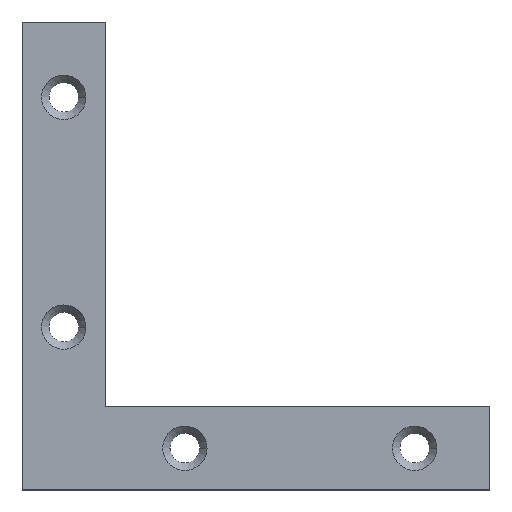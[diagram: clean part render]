
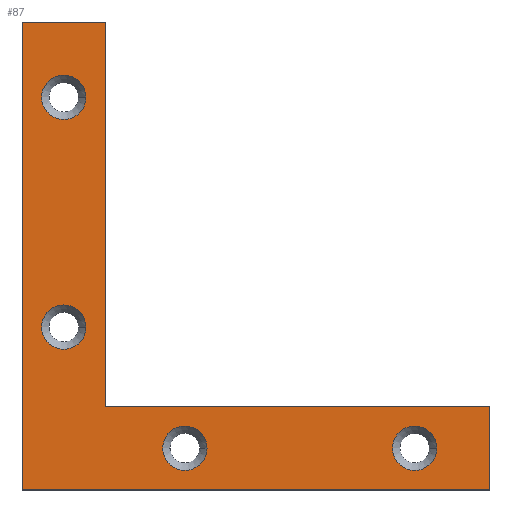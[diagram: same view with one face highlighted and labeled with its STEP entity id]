
A CAD part, top view. The second image highlights one B-rep face of the part: STEP entity #87.
In plain terms, the highlighted planar face has unit normal (0, 0, 1).
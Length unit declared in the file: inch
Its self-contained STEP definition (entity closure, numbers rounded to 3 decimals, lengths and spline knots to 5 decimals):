
#3 = EDGE_CURVE ( 'NONE', #661, #190, #173, .T. ) ;
#5 = CARTESIAN_POINT ( 'NONE',  ( -1.6035, 1.187, 0.03735 ) ) ;
#8 = CARTESIAN_POINT ( 'NONE',  ( -1.6035, -0.532, 0.03735 ) ) ;
#9 = PLANE ( 'NONE',  #652 ) ;
#10 = EDGE_CURVE ( 'NONE', #496, #20, #482, .T. ) ;
#12 = CIRCLE ( 'NONE', #110, 0.166 ) ;
#15 = CARTESIAN_POINT ( 'NONE',  ( -1.75, -1.75, 0.03735 ) ) ;
#20 = VERTEX_POINT ( 'NONE', #508 ) ;
#21 = EDGE_CURVE ( 'NONE', #190, #661, #128, .T. ) ;
#34 = ORIENTED_EDGE ( 'NONE', *, *, #406, .T. ) ;
#36 = CARTESIAN_POINT ( 'NONE',  ( -1.125, -1.125, 0.03735 ) ) ;
#37 = DIRECTION ( 'NONE',  ( 0., 0., 1. ) ) ;
#41 = DIRECTION ( 'NONE',  ( -1., 0., 0. ) ) ;
#48 = DIRECTION ( 'NONE',  ( 1., 0., 0. ) ) ;
#50 = VERTEX_POINT ( 'NONE', #8 ) ;
#58 = CIRCLE ( 'NONE', #544, 0.166 ) ;
#74 = CARTESIAN_POINT ( 'NONE',  ( 1.75, -1.125, 0.03735 ) ) ;
#79 = EDGE_CURVE ( 'NONE', #445, #496, #664, .T. ) ;
#85 = EDGE_LOOP ( 'NONE', ( #96, #329 ) ) ;
#86 = VERTEX_POINT ( 'NONE', #5 ) ;
#87 = ADVANCED_FACE ( 'NONE', ( #105, #504, #573, #748, #202 ), #9, .F. ) ;
#89 = DIRECTION ( 'NONE',  ( 0., -1., 0. ) ) ;
#96 = ORIENTED_EDGE ( 'NONE', *, *, #566, .F. ) ;
#98 = VERTEX_POINT ( 'NONE', #259 ) ;
#99 = CARTESIAN_POINT ( 'NONE',  ( -1.75, 1.75, 0.03735 ) ) ;
#100 = DIRECTION ( 'NONE',  ( 1., 0., 0. ) ) ;
#102 = VECTOR ( 'NONE', #41, 39.37008 ) ;
#105 = FACE_BOUND ( 'NONE', #247, .T. ) ;
#110 = AXIS2_PLACEMENT_3D ( 'NONE', #384, #382, #212 ) ;
#120 = ORIENTED_EDGE ( 'NONE', *, *, #79, .T. ) ;
#128 = CIRCLE ( 'NONE', #429, 0.166 ) ;
#151 = CARTESIAN_POINT ( 'NONE',  ( -0.698, -1.4375, 0.03735 ) ) ;
#169 = CARTESIAN_POINT ( 'NONE',  ( 1.021, -1.4375, 0.03735 ) ) ;
#173 = CIRCLE ( 'NONE', #477, 0.166 ) ;
#188 = VERTEX_POINT ( 'NONE', #99 ) ;
#190 = VERTEX_POINT ( 'NONE', #586 ) ;
#199 = VERTEX_POINT ( 'NONE', #462 ) ;
#200 = DIRECTION ( 'NONE',  ( 0., 1., 0. ) ) ;
#201 = AXIS2_PLACEMENT_3D ( 'NONE', #289, #404, #595 ) ;
#202 = FACE_OUTER_BOUND ( 'NONE', #355, .T. ) ;
#210 = DIRECTION ( 'NONE',  ( 1., 0., 0. ) ) ;
#212 = DIRECTION ( 'NONE',  ( 1., 0., 0. ) ) ;
#213 = DIRECTION ( 'NONE',  ( 0., 0., 1. ) ) ;
#238 = DIRECTION ( 'NONE',  ( 0., 0., 1. ) ) ;
#239 = ORIENTED_EDGE ( 'NONE', *, *, #244, .F. ) ;
#240 = VECTOR ( 'NONE', #200, 39.37008 ) ;
#244 = EDGE_CURVE ( 'NONE', #86, #421, #358, .T. ) ;
#246 = LINE ( 'NONE', #479, #102 ) ;
#247 = EDGE_LOOP ( 'NONE', ( #250, #239 ) ) ;
#250 = ORIENTED_EDGE ( 'NONE', *, *, #419, .F. ) ;
#253 = ORIENTED_EDGE ( 'NONE', *, *, #21, .F. ) ;
#259 = CARTESIAN_POINT ( 'NONE',  ( -1.125, -1.125, 0.03735 ) ) ;
#263 = CARTESIAN_POINT ( 'NONE',  ( -1.2715, 1.187, 0.03735 ) ) ;
#272 = CIRCLE ( 'NONE', #488, 0.166 ) ;
#289 = CARTESIAN_POINT ( 'NONE',  ( -1.4375, -0.532, 0.03735 ) ) ;
#301 = EDGE_CURVE ( 'NONE', #722, #727, #367, .T. ) ;
#315 = DIRECTION ( 'NONE',  ( 0., 0., -1. ) ) ;
#316 = AXIS2_PLACEMENT_3D ( 'NONE', #414, #783, #48 ) ;
#329 = ORIENTED_EDGE ( 'NONE', *, *, #699, .F. ) ;
#346 = DIRECTION ( 'NONE',  ( 1., 0., 0. ) ) ;
#355 = EDGE_LOOP ( 'NONE', ( #771, #120, #802, #754, #34, #467 ) ) ;
#358 = CIRCLE ( 'NONE', #389, 0.166 ) ;
#366 = ORIENTED_EDGE ( 'NONE', *, *, #301, .F. ) ;
#367 = CIRCLE ( 'NONE', #316, 0.166 ) ;
#373 = CARTESIAN_POINT ( 'NONE',  ( -0.532, -1.4375, 0.03735 ) ) ;
#374 = DIRECTION ( 'NONE',  ( 1., 0., 0. ) ) ;
#382 = DIRECTION ( 'NONE',  ( 0., 0., 1. ) ) ;
#384 = CARTESIAN_POINT ( 'NONE',  ( -1.4375, 1.187, 0.03735 ) ) ;
#388 = CARTESIAN_POINT ( 'NONE',  ( -1.2715, -0.532, 0.03735 ) ) ;
#389 = AXIS2_PLACEMENT_3D ( 'NONE', #599, #37, #100 ) ;
#390 = EDGE_LOOP ( 'NONE', ( #253, #571 ) ) ;
#404 = DIRECTION ( 'NONE',  ( 0., 0., 1. ) ) ;
#406 = EDGE_CURVE ( 'NONE', #98, #199, #490, .T. ) ;
#412 = ORIENTED_EDGE ( 'NONE', *, *, #786, .F. ) ;
#414 = CARTESIAN_POINT ( 'NONE',  ( 1.187, -1.4375, 0.03735 ) ) ;
#419 = EDGE_CURVE ( 'NONE', #421, #86, #12, .T. ) ;
#421 = VERTEX_POINT ( 'NONE', #263 ) ;
#422 = LINE ( 'NONE', #15, #560 ) ;
#429 = AXIS2_PLACEMENT_3D ( 'NONE', #684, #434, #505 ) ;
#432 = CARTESIAN_POINT ( 'NONE',  ( 0., 0., 0.03735 ) ) ;
#434 = DIRECTION ( 'NONE',  ( 0., 0., 1. ) ) ;
#445 = VERTEX_POINT ( 'NONE', #450 ) ;
#450 = CARTESIAN_POINT ( 'NONE',  ( -1.75, -1.75, 0.03735 ) ) ;
#462 = CARTESIAN_POINT ( 'NONE',  ( -1.125, 1.75, 0.03735 ) ) ;
#465 = DIRECTION ( 'NONE',  ( -1., 0., 0. ) ) ;
#466 = CARTESIAN_POINT ( 'NONE',  ( 1.187, -1.4375, 0.03735 ) ) ;
#467 = ORIENTED_EDGE ( 'NONE', *, *, #710, .T. ) ;
#477 = AXIS2_PLACEMENT_3D ( 'NONE', #373, #615, #619 ) ;
#479 = CARTESIAN_POINT ( 'NONE',  ( -1.75, 1.75, 0.03735 ) ) ;
#482 = LINE ( 'NONE', #74, #240 ) ;
#488 = AXIS2_PLACEMENT_3D ( 'NONE', #637, #213, #210 ) ;
#490 = LINE ( 'NONE', #630, #617 ) ;
#496 = VERTEX_POINT ( 'NONE', #635 ) ;
#504 = FACE_BOUND ( 'NONE', #85, .T. ) ;
#505 = DIRECTION ( 'NONE',  ( 1., 0., 0. ) ) ;
#508 = CARTESIAN_POINT ( 'NONE',  ( 1.75, -1.125, 0.03735 ) ) ;
#544 = AXIS2_PLACEMENT_3D ( 'NONE', #466, #238, #346 ) ;
#560 = VECTOR ( 'NONE', #89, 39.37008 ) ;
#563 = CARTESIAN_POINT ( 'NONE',  ( 1.75, -1.75, 0.03735 ) ) ;
#566 = EDGE_CURVE ( 'NONE', #677, #50, #272, .T. ) ;
#571 = ORIENTED_EDGE ( 'NONE', *, *, #3, .F. ) ;
#573 = FACE_BOUND ( 'NONE', #390, .T. ) ;
#578 = VECTOR ( 'NONE', #465, 39.37008 ) ;
#580 = EDGE_CURVE ( 'NONE', #20, #98, #673, .T. ) ;
#586 = CARTESIAN_POINT ( 'NONE',  ( -0.366, -1.4375, 0.03735 ) ) ;
#595 = DIRECTION ( 'NONE',  ( 1., 0., 0. ) ) ;
#596 = VECTOR ( 'NONE', #374, 39.37008 ) ;
#599 = CARTESIAN_POINT ( 'NONE',  ( -1.4375, 1.187, 0.03735 ) ) ;
#615 = DIRECTION ( 'NONE',  ( 0., 0., 1. ) ) ;
#617 = VECTOR ( 'NONE', #750, 39.37008 ) ;
#619 = DIRECTION ( 'NONE',  ( 1., 0., 0. ) ) ;
#630 = CARTESIAN_POINT ( 'NONE',  ( -1.125, 1.75, 0.03735 ) ) ;
#635 = CARTESIAN_POINT ( 'NONE',  ( 1.75, -1.75, 0.03735 ) ) ;
#637 = CARTESIAN_POINT ( 'NONE',  ( -1.4375, -0.532, 0.03735 ) ) ;
#639 = EDGE_LOOP ( 'NONE', ( #412, #366 ) ) ;
#652 = AXIS2_PLACEMENT_3D ( 'NONE', #432, #315, #800 ) ;
#660 = EDGE_CURVE ( 'NONE', #188, #445, #422, .T. ) ;
#661 = VERTEX_POINT ( 'NONE', #151 ) ;
#664 = LINE ( 'NONE', #563, #596 ) ;
#673 = LINE ( 'NONE', #36, #578 ) ;
#677 = VERTEX_POINT ( 'NONE', #388 ) ;
#684 = CARTESIAN_POINT ( 'NONE',  ( -0.532, -1.4375, 0.03735 ) ) ;
#699 = EDGE_CURVE ( 'NONE', #50, #677, #744, .T. ) ;
#710 = EDGE_CURVE ( 'NONE', #199, #188, #246, .T. ) ;
#722 = VERTEX_POINT ( 'NONE', #169 ) ;
#727 = VERTEX_POINT ( 'NONE', #780 ) ;
#744 = CIRCLE ( 'NONE', #201, 0.166 ) ;
#748 = FACE_BOUND ( 'NONE', #639, .T. ) ;
#750 = DIRECTION ( 'NONE',  ( 0., 1., 0. ) ) ;
#754 = ORIENTED_EDGE ( 'NONE', *, *, #580, .T. ) ;
#771 = ORIENTED_EDGE ( 'NONE', *, *, #660, .T. ) ;
#780 = CARTESIAN_POINT ( 'NONE',  ( 1.353, -1.4375, 0.03735 ) ) ;
#783 = DIRECTION ( 'NONE',  ( 0., 0., 1. ) ) ;
#786 = EDGE_CURVE ( 'NONE', #727, #722, #58, .T. ) ;
#800 = DIRECTION ( 'NONE',  ( -1., 0., 0. ) ) ;
#802 = ORIENTED_EDGE ( 'NONE', *, *, #10, .T. ) ;
